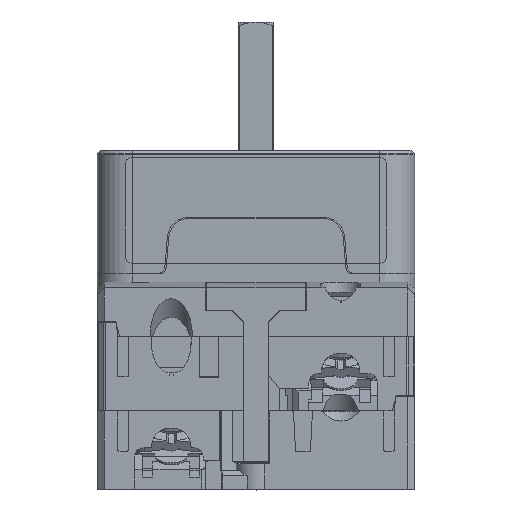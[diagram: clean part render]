
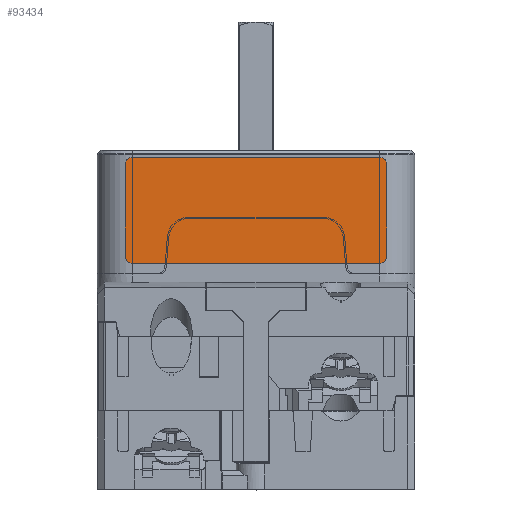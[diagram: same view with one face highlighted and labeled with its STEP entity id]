
A CAD part, top view. The second image highlights one B-rep face of the part: STEP entity #93434.
In plain terms, the highlighted face is planar.
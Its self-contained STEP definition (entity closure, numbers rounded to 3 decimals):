
#93215=CARTESIAN_POINT('',(-17.5,0.2,-6.5));
#93216=DIRECTION('',(0.,1.,0.));
#93217=DIRECTION('',(0.,0.,-1.));
#93218=AXIS2_PLACEMENT_3D('',#93215,#93216,#93217);
#93220=DIRECTION('',(-1.,0.,0.));
#93221=VECTOR('',#93220,35.);
#93222=CARTESIAN_POINT('',(17.5,0.2,-7.5));
#93223=LINE('',#93222,#93221);
#93224=CARTESIAN_POINT('',(17.5,0.2,-6.5));
#93225=DIRECTION('',(0.,1.,0.));
#93226=DIRECTION('',(1.,0.,0.));
#93227=AXIS2_PLACEMENT_3D('',#93224,#93225,#93226);
#93229=DIRECTION('',(0.,0.,-1.));
#93230=VECTOR('',#93229,13.);
#93231=CARTESIAN_POINT('',(18.5,0.2,6.5));
#93232=LINE('',#93231,#93230);
#93233=CARTESIAN_POINT('',(17.5,0.2,6.5));
#93234=DIRECTION('',(0.,1.,0.));
#93235=DIRECTION('',(0.,0.,1.));
#93236=AXIS2_PLACEMENT_3D('',#93233,#93234,#93235);
#93238=DIRECTION('',(1.,0.,0.));
#93239=VECTOR('',#93238,35.);
#93240=CARTESIAN_POINT('',(-17.5,0.2,7.5));
#93241=LINE('',#93240,#93239);
#93242=CARTESIAN_POINT('',(-17.5,0.2,6.5));
#93243=DIRECTION('',(0.,1.,0.));
#93244=DIRECTION('',(-1.,0.,0.));
#93245=AXIS2_PLACEMENT_3D('',#93242,#93243,#93244);
#93247=DIRECTION('',(0.,0.,1.));
#93248=VECTOR('',#93247,13.);
#93249=CARTESIAN_POINT('',(-18.5,0.2,-6.5));
#93250=LINE('',#93249,#93248);
#93255=CARTESIAN_POINT('',(-17.5,0.2,-7.5));
#93256=VERTEX_POINT('',#93255);
#93257=CARTESIAN_POINT('',(-18.5,0.2,-6.5));
#93258=VERTEX_POINT('',#93257);
#93263=CARTESIAN_POINT('',(18.5,0.2,-6.5));
#93264=VERTEX_POINT('',#93263);
#93265=CARTESIAN_POINT('',(17.5,0.2,-7.5));
#93266=VERTEX_POINT('',#93265);
#93271=CARTESIAN_POINT('',(-18.5,0.2,6.5));
#93272=VERTEX_POINT('',#93271);
#93273=CARTESIAN_POINT('',(-17.5,0.2,7.5));
#93274=VERTEX_POINT('',#93273);
#93279=CARTESIAN_POINT('',(17.5,0.2,7.5));
#93280=VERTEX_POINT('',#93279);
#93281=CARTESIAN_POINT('',(18.5,0.2,6.5));
#93282=VERTEX_POINT('',#93281);
#93419=CARTESIAN_POINT('',(0.,0.2,0.));
#93420=DIRECTION('',(0.,1.,0.));
#93421=DIRECTION('',(1.,0.,0.));
#93422=AXIS2_PLACEMENT_3D('',#93419,#93420,#93421);
#93423=PLANE('',#93422);
#93424=ORIENTED_EDGE('',*,*,#93315,.F.);
#93425=ORIENTED_EDGE('',*,*,#93331,.F.);
#93426=ORIENTED_EDGE('',*,*,#93344,.F.);
#93427=ORIENTED_EDGE('',*,*,#93359,.F.);
#93428=ORIENTED_EDGE('',*,*,#93372,.F.);
#93429=ORIENTED_EDGE('',*,*,#93385,.F.);
#93430=ORIENTED_EDGE('',*,*,#93400,.F.);
#93431=ORIENTED_EDGE('',*,*,#93412,.F.);
#93432=EDGE_LOOP('',(#93424,#93425,#93426,#93427,#93428,#93429,#93430,#93431));
#93433=FACE_OUTER_BOUND('',#93432,.F.);
#93219=CIRCLE('',#93218,1.);
#93228=CIRCLE('',#93227,1.);
#93237=CIRCLE('',#93236,1.);
#93246=CIRCLE('',#93245,1.);
#93315=EDGE_CURVE('',#93256,#93258,#93219,.T.);
#93331=EDGE_CURVE('',#93266,#93256,#93223,.T.);
#93344=EDGE_CURVE('',#93264,#93266,#93228,.T.);
#93359=EDGE_CURVE('',#93282,#93264,#93232,.T.);
#93372=EDGE_CURVE('',#93280,#93282,#93237,.T.);
#93385=EDGE_CURVE('',#93274,#93280,#93241,.T.);
#93400=EDGE_CURVE('',#93272,#93274,#93246,.T.);
#93412=EDGE_CURVE('',#93258,#93272,#93250,.T.);
#93434=ADVANCED_FACE('',(#93433),#93423,.T.);
